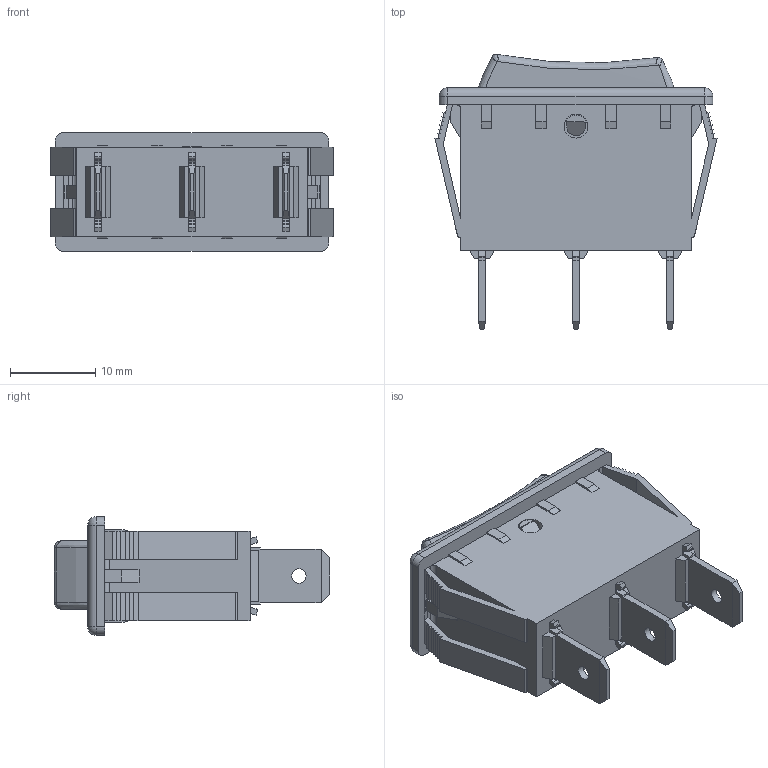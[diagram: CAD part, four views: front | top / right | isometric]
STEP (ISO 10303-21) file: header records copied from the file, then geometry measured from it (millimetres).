
FILE_DESCRIPTION(/* description */ (''),/* implementation_level */ '2;1');
FILE_NAME(/* name */ 'RB14DExx00.stp',/* time_stamp */ '2025-06-03T09:42:50-05:00',/* author */ ('mroman'),/* organization */ (''),/* preprocessor_version */ 'ST-DEVELOPER v18.1',/* originating_system */ 'Autodesk Inventor 2022',/* authorisation */ '');
FILE_SCHEMA (('AUTOMOTIVE_DESIGN { 1 0 10303 214 3 1 1 }'));
Length unit declared in the file: centimetre
Products named in the file (1): RB14DExx00
Bounding box: 33 x 32.2 x 13.9 mm (x, y, z)
Volume: 3123.8 mm3; surface area: 5723 mm2
Topology: 1 solids, 1 shells, 362 faces, 995 edges, 631 vertices
Faces by surface type: plane 295, cylinder 53, bspline 10, sphere 4
Full cylindrical faces by diameter (mm): 1.7 x3, 2.8 x2
Entity records: 12514 total; most frequent: CARTESIAN_POINT 3318, ORIENTED_EDGE 1976, DIRECTION 1777, EDGE_CURVE 988, LINE 857, VECTOR 857, VERTEX_POINT 631, AXIS2_PLACEMENT_3D 460
